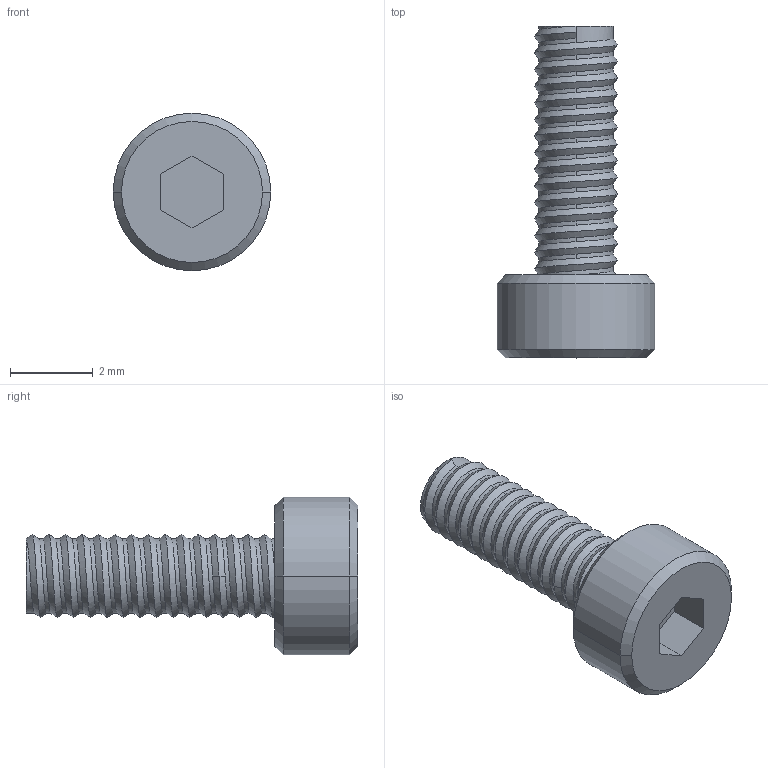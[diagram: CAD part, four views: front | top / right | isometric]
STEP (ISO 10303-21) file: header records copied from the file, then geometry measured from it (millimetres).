
FILE_DESCRIPTION((''),'2;1');
FILE_NAME('ALLEN_KEY_BOLT_STD','2020-04-14T',('Abhishek'),(''),'CREO PARAMETRIC BY PTC INC, 2014050','CREO PARAMETRIC BY PTC INC, 2014050','');
FILE_SCHEMA(('CONFIG_CONTROL_DESIGN'));
Length unit declared in the file: millimetre
Products named in the file (1): ALLEN_KEY_BOLT_STD
Bounding box: 3.8 x 8 x 3.8 mm (x, y, z)
Volume: 36.8 mm3; surface area: 89.3 mm2
Topology: 1 solids, 1 shells, 55 faces, 141 edges, 90 vertices
Faces by surface type: cylinder 32, plane 11, bspline 8, cone 4
Entity records: 5103 total; most frequent: CARTESIAN_POINT 3881, ORIENTED_EDGE 282, DIRECTION 178, EDGE_CURVE 141, VERTEX_POINT 90, B_SPLINE_CURVE_WITH_KNOTS 68, VECTOR 62, LINE 62
